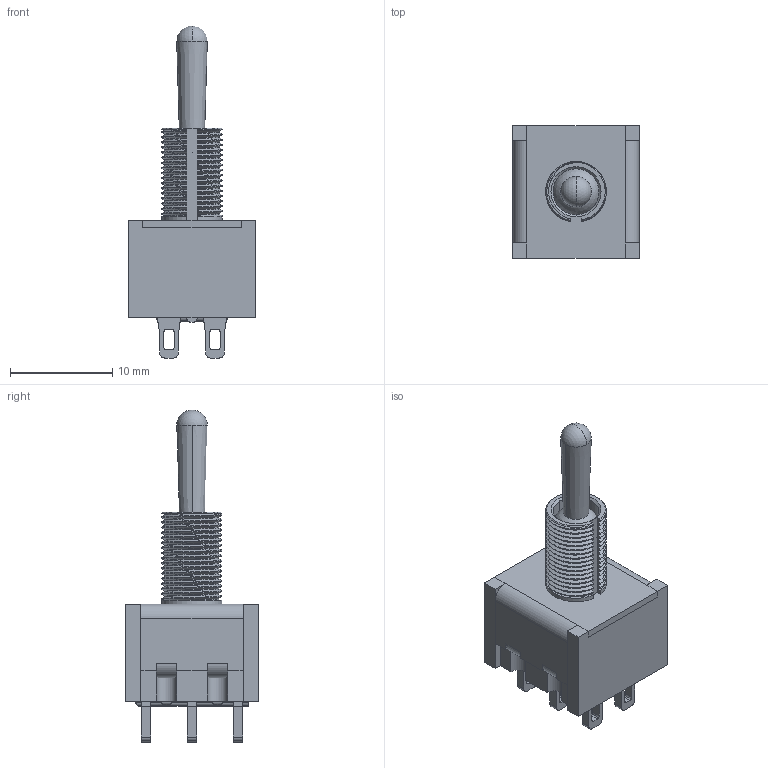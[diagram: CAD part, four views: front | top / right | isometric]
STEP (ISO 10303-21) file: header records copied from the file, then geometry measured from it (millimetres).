
FILE_DESCRIPTION (( 'STEP AP214' ), '1' );
FILE_NAME ('Toggle Switch - Double .step', '2021-05-15T17:28:59', ( '' ), ( '' ), 'SwSTEP 2.0', 'SolidWorks 2020', '' );
FILE_SCHEMA (( 'AUTOMOTIVE_DESIGN' ));
Length unit declared in the file: millimetre
Products named in the file (1): Toggle Switch - Double 
Bounding box: 12.4 x 13 x 32.5 mm (x, y, z)
Volume: 1705.5 mm3; surface area: 2117.8 mm2
Topology: 9 solids, 9 shells, 438 faces, 1218 edges, 797 vertices
Faces by surface type: cylinder 205, plane 186, bspline 37, cone 6, sphere 4
Entity records: 17313 total; most frequent: CARTESIAN_POINT 6455, ORIENTED_EDGE 2424, DIRECTION 1979, EDGE_CURVE 1212, VERTEX_POINT 795, LINE 689, VECTOR 689, AXIS2_PLACEMENT_3D 645
